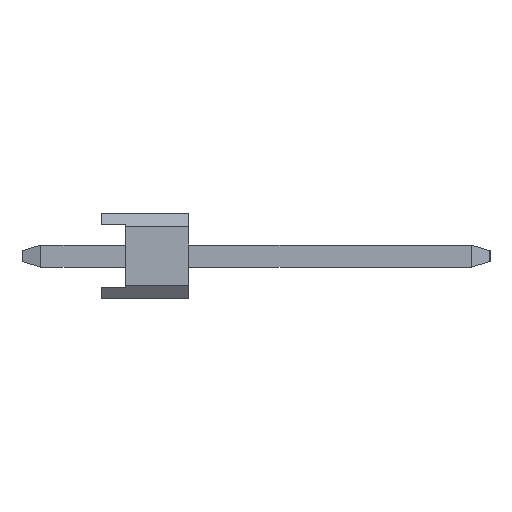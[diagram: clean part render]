
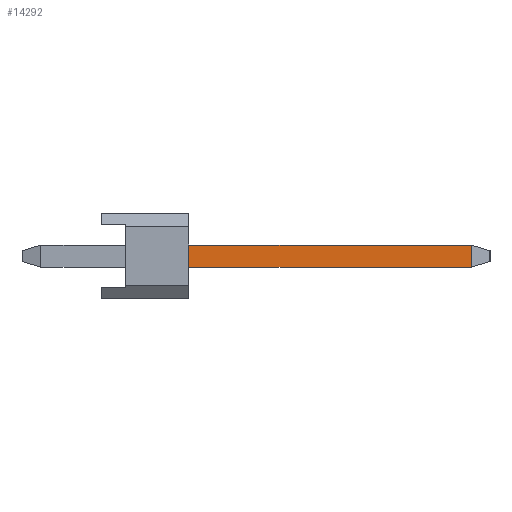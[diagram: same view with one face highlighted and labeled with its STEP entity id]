
A CAD part, left-side view. The second image highlights one B-rep face of the part: STEP entity #14292.
In plain terms, the highlighted planar face has unit normal (-1, 0, 0).
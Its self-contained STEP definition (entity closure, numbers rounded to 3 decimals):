
#5336=EDGE_CURVE('',#9940,#11010,#15220,.T.);
#5430=VERTEX_POINT('',#15321);
#6830=EDGE_CURVE('',#13998,#5430,#16893,.T.);
#7266=EDGE_CURVE('',#5430,#9940,#17365,.T.);
#8330=EDGE_CURVE('',#11010,#13998,#18538,.T.);
#9940=VERTEX_POINT('',#20309);
#11010=VERTEX_POINT('',#21508);
#13998=VERTEX_POINT('',#24799);
#14292=ADVANCED_FACE('',(#25132),#25133,.T.);
#15220=LINE('',#26282,#26283);
#15321=CARTESIAN_POINT('',(-39.69,-10.744,-0.32));
#16893=LINE('',#28679,#28680);
#17365=LINE('',#29363,#29364);
#18538=LINE('',#31044,#31045);
#20309=CARTESIAN_POINT('',(-39.69,-2.54,-0.32));
#21508=CARTESIAN_POINT('',(-39.69,-2.54,0.32));
#24799=CARTESIAN_POINT('',(-39.69,-10.744,0.32));
#25132=FACE_OUTER_BOUND('',#40581,.T.);
#25133=PLANE('',#40582);
#26282=CARTESIAN_POINT('',(-39.69,-2.54,0.252));
#26283=VECTOR('',#41729,1.0);
#28679=CARTESIAN_POINT('',(-39.69,-10.744,0.5));
#28680=VECTOR('',#43679,1.0);
#29363=CARTESIAN_POINT('',(-39.69,1.764,-0.32));
#29364=VECTOR('',#44081,1.0);
#31044=CARTESIAN_POINT('',(-39.69,-4.49,0.32));
#31045=VECTOR('',#45245,1.0);
#40581=EDGE_LOOP('',(#52060,#52061,#52062,#52063));
#40582=AXIS2_PLACEMENT_3D('',#52064,#52065,#52066);
#41729=DIRECTION('',(0.,0.,1.0));
#43679=DIRECTION('',(0.0,0.,-1.0));
#44081=DIRECTION('',(0.,1.0,0.));
#45245=DIRECTION('',(0.,-1.0,0.));
#52060=ORIENTED_EDGE('',*,*,#5336,.F.);
#52061=ORIENTED_EDGE('',*,*,#7266,.F.);
#52062=ORIENTED_EDGE('',*,*,#6830,.F.);
#52063=ORIENTED_EDGE('',*,*,#8330,.F.);
#52064=CARTESIAN_POINT('',(-39.69,1.764,0.5));
#52065=DIRECTION('',(-1.0,0.,0.));
#52066=DIRECTION('',(0.,1.0,0.));
